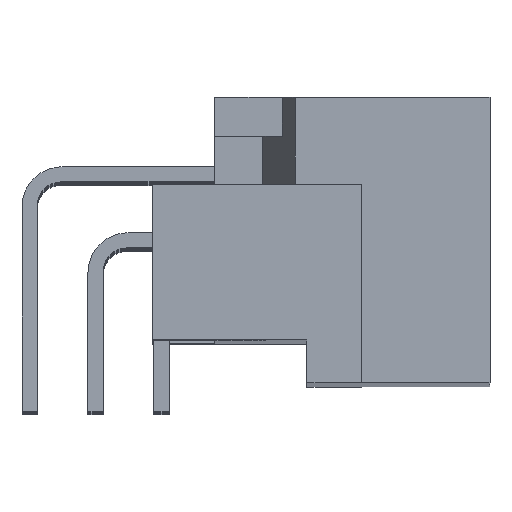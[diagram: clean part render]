
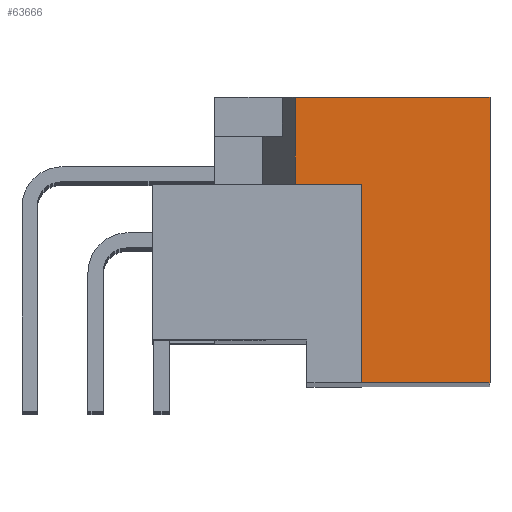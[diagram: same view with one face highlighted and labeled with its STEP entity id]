
A CAD part, top view. The second image highlights one B-rep face of the part: STEP entity #63666.
In plain terms, the highlighted planar face has unit normal (0, 0, 1).
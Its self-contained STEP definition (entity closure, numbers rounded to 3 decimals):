
#179 = CARTESIAN_POINT ( 'NONE',  ( 5.15, 8.15, 88.2 ) ) ;
#429 = ORIENTED_EDGE ( 'NONE', *, *, #42295, .F. ) ;
#1583 = CARTESIAN_POINT ( 'NONE',  ( 10.1, 0.5, 88.2 ) ) ;
#2369 = LINE ( 'NONE', #18112, #9889 ) ;
#3573 = CARTESIAN_POINT ( 'NONE',  ( 10.1, 0.5, 88.2 ) ) ;
#5051 = CARTESIAN_POINT ( 'NONE',  ( 10.1, 11.5, 88.2 ) ) ;
#5417 = VERTEX_POINT ( 'NONE', #19552 ) ;
#6184 = DIRECTION ( 'NONE',  ( -1., 0., 0. ) ) ;
#7012 = DIRECTION ( 'NONE',  ( 0., 1., 0. ) ) ;
#8341 = VECTOR ( 'NONE', #18979, 1000. ) ;
#9889 = VECTOR ( 'NONE', #12876, 1000. ) ;
#11302 = ORIENTED_EDGE ( 'NONE', *, *, #40730, .T. ) ;
#11685 = VERTEX_POINT ( 'NONE', #5051 ) ;
#11711 = CARTESIAN_POINT ( 'NONE',  ( 2.598, 11.5, 88.2 ) ) ;
#12876 = DIRECTION ( 'NONE',  ( 0., 1., 0. ) ) ;
#13723 = EDGE_CURVE ( 'NONE', #53018, #5417, #40630, .T. ) ;
#15586 = DIRECTION ( 'NONE',  ( -1., 0., 0. ) ) ;
#16488 = DIRECTION ( 'NONE',  ( -1., 0., 0. ) ) ;
#18112 = CARTESIAN_POINT ( 'NONE',  ( 2.598, 8.15, 88.2 ) ) ;
#18979 = DIRECTION ( 'NONE',  ( 0., 1., 0. ) ) ;
#19552 = CARTESIAN_POINT ( 'NONE',  ( 5.15, 0.5, 88.2 ) ) ;
#20973 = EDGE_CURVE ( 'NONE', #5417, #52827, #37176, .T. ) ;
#28374 = CARTESIAN_POINT ( 'NONE',  ( 10.1, 11.5, 88.2 ) ) ;
#30130 = VERTEX_POINT ( 'NONE', #62703 ) ;
#30268 = EDGE_CURVE ( 'NONE', #30130, #63077, #2369, .T. ) ;
#33913 = LINE ( 'NONE', #28374, #42248 ) ;
#34242 = PLANE ( 'NONE',  #39743 ) ;
#34322 = ORIENTED_EDGE ( 'NONE', *, *, #13723, .F. ) ;
#35513 = FACE_OUTER_BOUND ( 'NONE', #38605, .T. ) ;
#37136 = CARTESIAN_POINT ( 'NONE',  ( 10.1, 0.5, 88.2 ) ) ;
#37176 = LINE ( 'NONE', #46676, #45605 ) ;
#38605 = EDGE_LOOP ( 'NONE', ( #11302, #44821, #429, #57318, #34322, #49728 ) ) ;
#39743 = AXIS2_PLACEMENT_3D ( 'NONE', #37136, #46960, #16488 ) ;
#40409 = VECTOR ( 'NONE', #15586, 1000. ) ;
#40630 = LINE ( 'NONE', #1583, #54857 ) ;
#40730 = EDGE_CURVE ( 'NONE', #11685, #63077, #33913, .T. ) ;
#42248 = VECTOR ( 'NONE', #59069, 1000. ) ;
#42295 = EDGE_CURVE ( 'NONE', #52827, #30130, #60371, .T. ) ;
#44743 = CARTESIAN_POINT ( 'NONE',  ( 10.1, 0.5, 88.2 ) ) ;
#44821 = ORIENTED_EDGE ( 'NONE', *, *, #30268, .F. ) ;
#45605 = VECTOR ( 'NONE', #7012, 1000. ) ;
#46676 = CARTESIAN_POINT ( 'NONE',  ( 5.15, 0.5, 88.2 ) ) ;
#46960 = DIRECTION ( 'NONE',  ( 0., 0., -1. ) ) ;
#49728 = ORIENTED_EDGE ( 'NONE', *, *, #51845, .T. ) ;
#51845 = EDGE_CURVE ( 'NONE', #53018, #11685, #63778, .T. ) ;
#52827 = VERTEX_POINT ( 'NONE', #60755 ) ;
#53018 = VERTEX_POINT ( 'NONE', #44743 ) ;
#54857 = VECTOR ( 'NONE', #6184, 1000. ) ;
#57318 = ORIENTED_EDGE ( 'NONE', *, *, #20973, .F. ) ;
#59069 = DIRECTION ( 'NONE',  ( -1., 0., 0. ) ) ;
#60371 = LINE ( 'NONE', #179, #40409 ) ;
#60755 = CARTESIAN_POINT ( 'NONE',  ( 5.15, 8.15, 88.2 ) ) ;
#62703 = CARTESIAN_POINT ( 'NONE',  ( 2.598, 8.15, 88.2 ) ) ;
#63077 = VERTEX_POINT ( 'NONE', #11711 ) ;
#63666 = ADVANCED_FACE ( 'NONE', ( #35513 ), #34242, .F. ) ;
#63778 = LINE ( 'NONE', #3573, #8341 ) ;
